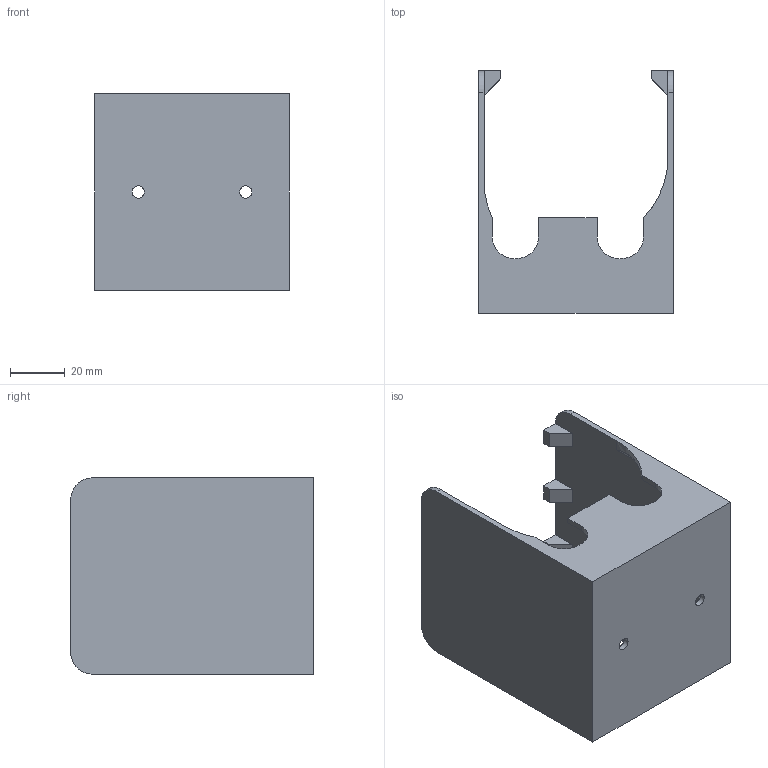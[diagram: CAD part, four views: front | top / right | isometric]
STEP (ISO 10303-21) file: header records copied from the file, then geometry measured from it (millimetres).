
FILE_DESCRIPTION(/* description */ (''),/* implementation_level */ '2;1');
FILE_NAME(/* name */ 'Ventilhalter v1.step',/* time_stamp */ '2025-04-05T20:00:43+02:00',/* author */ (''),/* organization */ (''),/* preprocessor_version */ 'ST-DEVELOPER v20.1',/* originating_system */ 'Autodesk Translation Framework v14.4.0.0',/* authorisation */ '');
FILE_SCHEMA (('AUTOMOTIVE_DESIGN { 1 0 10303 214 3 1 1 }'));
Length unit declared in the file: millimetre
Products named in the file (1): Ventilhalter
Bounding box: 71.5 x 89 x 72 mm (x, y, z)
Volume: 55252.2 mm3; surface area: 41169.2 mm2
Topology: 1 solids, 1 shells, 88 faces, 226 edges, 144 vertices
Faces by surface type: plane 52, cylinder 30, bspline 4, torus 2
Full cylindrical faces by diameter (mm): 4 x6, 4.5 x2, 12 x2
Entity records: 2797 total; most frequent: CARTESIAN_POINT 597, DIRECTION 452, ORIENTED_EDGE 444, EDGE_CURVE 222, LINE 154, VECTOR 154, AXIS2_PLACEMENT_3D 149, VERTEX_POINT 144
